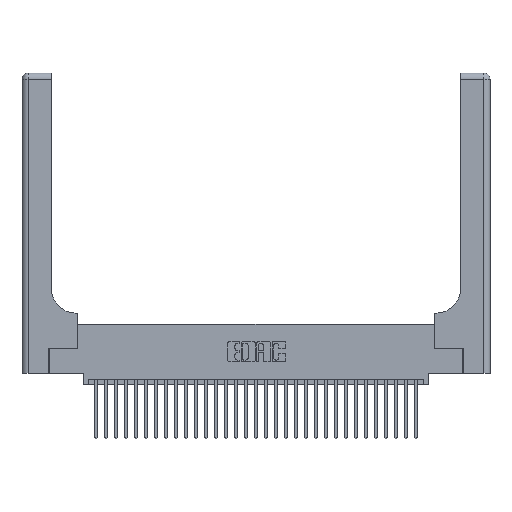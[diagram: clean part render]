
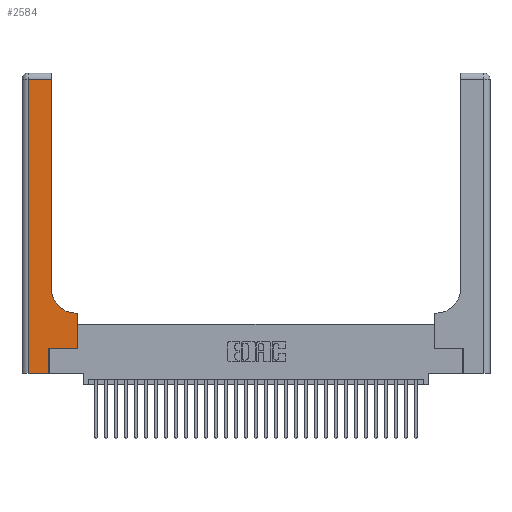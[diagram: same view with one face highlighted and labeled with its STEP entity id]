
A CAD part, top view. The second image highlights one B-rep face of the part: STEP entity #2584.
In plain terms, the highlighted planar face has unit normal (0, 0, 1).
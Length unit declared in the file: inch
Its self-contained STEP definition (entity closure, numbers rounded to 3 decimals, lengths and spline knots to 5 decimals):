
#49 = CARTESIAN_POINT ( 'NONE',  ( 0.2915, 2.94, 0.37 ) ) ;
#304 = VECTOR ( 'NONE', #19426, 39.37008 ) ;
#1203 = CARTESIAN_POINT ( 'NONE',  ( 0.5415, 0.6, 0.37 ) ) ;
#2339 = DIRECTION ( 'NONE',  ( -1., 0., 0. ) ) ;
#2584 = ADVANCED_FACE ( 'NONE', ( #29058 ), #32300, .F. ) ;
#2631 = EDGE_CURVE ( 'NONE', #23963, #4216, #7566, .T. ) ;
#2648 = EDGE_CURVE ( 'NONE', #3932, #21809, #20145, .T. ) ;
#2967 = VERTEX_POINT ( 'NONE', #3507 ) ;
#3107 = EDGE_CURVE ( 'NONE', #21809, #10092, #13459, .T. ) ;
#3507 = CARTESIAN_POINT ( 'NONE',  ( 0.269, 0.25, 0.37 ) ) ;
#3719 = DIRECTION ( 'NONE',  ( 1., 0., 0. ) ) ;
#3932 = VERTEX_POINT ( 'NONE', #18757 ) ;
#3990 = ORIENTED_EDGE ( 'NONE', *, *, #5892, .T. ) ;
#4216 = VERTEX_POINT ( 'NONE', #14799 ) ;
#4224 = CARTESIAN_POINT ( 'NONE',  ( 0.06, 3., 0.37 ) ) ;
#4353 = CARTESIAN_POINT ( 'NONE',  ( 0.269, 0., 0.37 ) ) ;
#5108 = VECTOR ( 'NONE', #7414, 39.37008 ) ;
#5197 = VERTEX_POINT ( 'NONE', #8703 ) ;
#5892 = EDGE_CURVE ( 'NONE', #10092, #5197, #7179, .T. ) ;
#6541 = CARTESIAN_POINT ( 'NONE',  ( 0.06, 2.94, 0.37 ) ) ;
#7179 = CIRCLE ( 'NONE', #8857, 0.25 ) ;
#7296 = ORIENTED_EDGE ( 'NONE', *, *, #7663, .T. ) ;
#7315 = ORIENTED_EDGE ( 'NONE', *, *, #3107, .T. ) ;
#7414 = DIRECTION ( 'NONE',  ( 0., 1., 0. ) ) ;
#7566 = LINE ( 'NONE', #17635, #20935 ) ;
#7663 = EDGE_CURVE ( 'NONE', #22517, #16223, #10240, .T. ) ;
#7761 = ORIENTED_EDGE ( 'NONE', *, *, #23726, .T. ) ;
#7817 = EDGE_CURVE ( 'NONE', #4216, #2967, #20407, .T. ) ;
#8703 = CARTESIAN_POINT ( 'NONE',  ( 0.2915, 0.85, 0.37 ) ) ;
#8857 = AXIS2_PLACEMENT_3D ( 'NONE', #23897, #8882, #26394 ) ;
#8882 = DIRECTION ( 'NONE',  ( 0., 0., -1. ) ) ;
#8904 = DIRECTION ( 'NONE',  ( -1., 0., 0. ) ) ;
#10092 = VERTEX_POINT ( 'NONE', #1203 ) ;
#10185 = CARTESIAN_POINT ( 'NONE',  ( 0.5585, 0.25, 0.37 ) ) ;
#10240 = LINE ( 'NONE', #11351, #16896 ) ;
#11337 = ORIENTED_EDGE ( 'NONE', *, *, #13677, .T. ) ;
#11351 = CARTESIAN_POINT ( 'NONE',  ( 0., 2.94, 0.37 ) ) ;
#12266 = DIRECTION ( 'NONE',  ( 1., 0., 0. ) ) ;
#12375 = AXIS2_PLACEMENT_3D ( 'NONE', #14905, #17426, #2339 ) ;
#12624 = LINE ( 'NONE', #15127, #5108 ) ;
#12700 = DIRECTION ( 'NONE',  ( 0., 1., 0. ) ) ;
#13459 = LINE ( 'NONE', #24372, #25976 ) ;
#13677 = EDGE_CURVE ( 'NONE', #16223, #23963, #22078, .T. ) ;
#14799 = CARTESIAN_POINT ( 'NONE',  ( 0.269, 0., 0.37 ) ) ;
#14905 = CARTESIAN_POINT ( 'NONE',  ( 0., 3., 0.37 ) ) ;
#15059 = VECTOR ( 'NONE', #12700, 39.37008 ) ;
#15127 = CARTESIAN_POINT ( 'NONE',  ( 0.2915, 3., 0.37 ) ) ;
#16028 = VECTOR ( 'NONE', #3719, 39.37008 ) ;
#16126 = ORIENTED_EDGE ( 'NONE', *, *, #7817, .T. ) ;
#16223 = VERTEX_POINT ( 'NONE', #6541 ) ;
#16477 = ORIENTED_EDGE ( 'NONE', *, *, #2648, .T. ) ;
#16896 = VECTOR ( 'NONE', #8904, 39.37008 ) ;
#17219 = EDGE_CURVE ( 'NONE', #2967, #3932, #17613, .T. ) ;
#17350 = EDGE_LOOP ( 'NONE', ( #7761, #7296, #11337, #26447, #16126, #27392, #16477, #7315, #3990 ) ) ;
#17426 = DIRECTION ( 'NONE',  ( 0., 0., -1. ) ) ;
#17613 = LINE ( 'NONE', #26326, #16028 ) ;
#17635 = CARTESIAN_POINT ( 'NONE',  ( 0., 0., 0.37 ) ) ;
#18757 = CARTESIAN_POINT ( 'NONE',  ( 0.5585, 0.25, 0.37 ) ) ;
#19426 = DIRECTION ( 'NONE',  ( 0., 1., 0. ) ) ;
#20145 = LINE ( 'NONE', #10185, #15059 ) ;
#20407 = LINE ( 'NONE', #4353, #304 ) ;
#20935 = VECTOR ( 'NONE', #12266, 39.37008 ) ;
#21023 = CARTESIAN_POINT ( 'NONE',  ( 0.06, 0., 0.37 ) ) ;
#21809 = VERTEX_POINT ( 'NONE', #30115 ) ;
#21869 = DIRECTION ( 'NONE',  ( -1., 0., 0. ) ) ;
#22078 = LINE ( 'NONE', #4224, #28663 ) ;
#22517 = VERTEX_POINT ( 'NONE', #49 ) ;
#23726 = EDGE_CURVE ( 'NONE', #5197, #22517, #12624, .T. ) ;
#23897 = CARTESIAN_POINT ( 'NONE',  ( 0.5415, 0.85, 0.37 ) ) ;
#23963 = VERTEX_POINT ( 'NONE', #21023 ) ;
#24327 = DIRECTION ( 'NONE',  ( 0., -1., 0. ) ) ;
#24372 = CARTESIAN_POINT ( 'NONE',  ( 0.2915, 0.6, 0.37 ) ) ;
#25976 = VECTOR ( 'NONE', #21869, 39.37008 ) ;
#26326 = CARTESIAN_POINT ( 'NONE',  ( 0.269, 0.25, 0.37 ) ) ;
#26394 = DIRECTION ( 'NONE',  ( 1., 0., 0. ) ) ;
#26447 = ORIENTED_EDGE ( 'NONE', *, *, #2631, .T. ) ;
#27392 = ORIENTED_EDGE ( 'NONE', *, *, #17219, .T. ) ;
#28663 = VECTOR ( 'NONE', #24327, 39.37008 ) ;
#29058 = FACE_OUTER_BOUND ( 'NONE', #17350, .T. ) ;
#30115 = CARTESIAN_POINT ( 'NONE',  ( 0.5585, 0.6, 0.37 ) ) ;
#32300 = PLANE ( 'NONE',  #12375 ) ;
